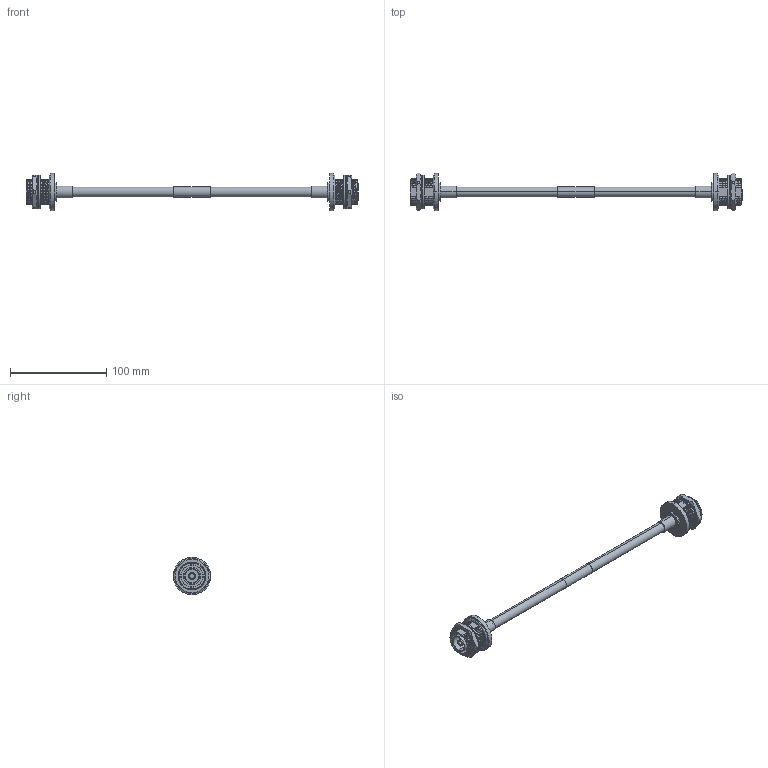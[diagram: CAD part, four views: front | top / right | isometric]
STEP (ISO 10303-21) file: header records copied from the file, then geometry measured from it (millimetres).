
FILE_DESCRIPTION (( 'STEP AP214' ), '1' );
FILE_NAME ('FMCA100272_3D.step', '2025-02-11T17:19:49', ( '' ), ( '' ), 'SwSTEP 2.0', 'SolidWorks 2022', '' );
FILE_SCHEMA (( 'AUTOMOTIVE_DESIGN' ));
Length unit declared in the file: inch
Products named in the file (3): FMCA100272_3D; LMR-400-UF^FMCA100272_WITH LABEL; PE44550^FMCA100272_with HS
Assembly tree (3 placements, depth 2):
  FMCA100272_3D
    LMR-400-UF^FMCA100272_WITH LABEL
    PE44550^FMCA100272_with HS  x2
Bounding box: 345.8 x 39.12 x 39.12 mm (x, y, z)
Volume: 60437.8 mm3; surface area: 36980 mm2
Topology: 11 solids, 11 shells, 734 faces, 2018 edges, 1322 vertices
Faces by surface type: bspline 332, cylinder 186, plane 130, cone 78, torus 8
Entity records: 69562 total; most frequent: CARTESIAN_POINT 61480, ORIENTED_EDGE 2036, DIRECTION 1100, EDGE_CURVE 1018, VERTEX_POINT 667, AXIS2_PLACEMENT_3D 396, EDGE_LOOP 389, ADVANCED_FACE 372
